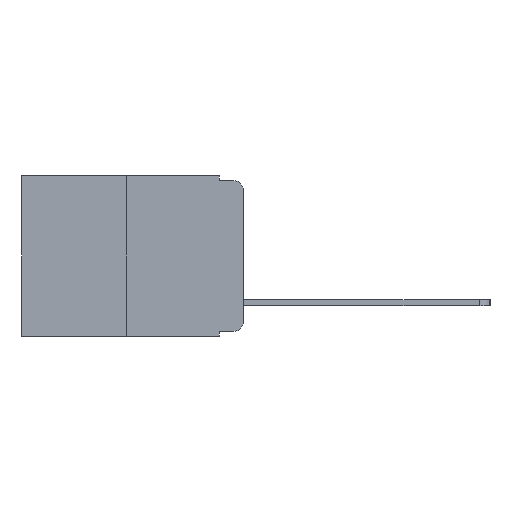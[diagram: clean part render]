
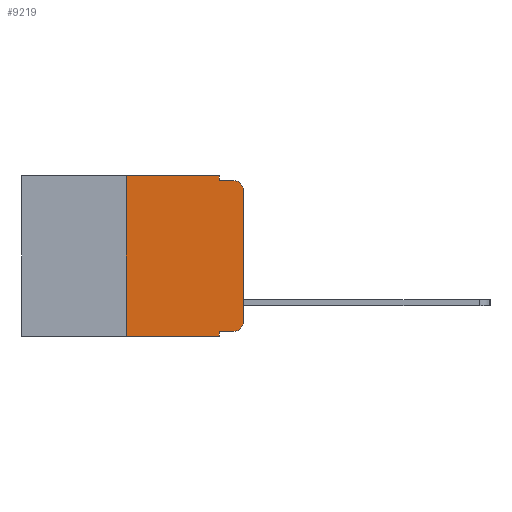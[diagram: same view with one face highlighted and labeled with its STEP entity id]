
A CAD part, left-side view. The second image highlights one B-rep face of the part: STEP entity #9219.
In plain terms, the highlighted planar face has unit normal (-1, 0, 0).
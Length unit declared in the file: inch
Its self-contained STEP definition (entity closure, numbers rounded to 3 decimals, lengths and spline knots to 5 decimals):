
#261 = EDGE_LOOP ( 'NONE', ( #5604, #5167, #5194, #5070, #5266, #3890, #5393, #4315, #14590, #12947 ) ) ;
#325 = CARTESIAN_POINT ( 'NONE',  ( 0., 0.02, -0.03 ) ) ;
#488 = LINE ( 'NONE', #4113, #6482 ) ;
#511 = LINE ( 'NONE', #11172, #6863 ) ;
#719 = VECTOR ( 'NONE', #4502, 39.37008 ) ;
#735 = CARTESIAN_POINT ( 'NONE',  ( 0., 0.02, -0.333 ) ) ;
#1435 = VERTEX_POINT ( 'NONE', #735 ) ;
#1566 = DIRECTION ( 'NONE',  ( 0., 0., -1. ) ) ;
#1962 = PLANE ( 'NONE',  #13361 ) ;
#2248 = VERTEX_POINT ( 'NONE', #7664 ) ;
#2403 = CARTESIAN_POINT ( 'NONE',  ( 0., 0.051, 0. ) ) ;
#2750 = EDGE_CURVE ( 'NONE', #14822, #5485, #5515, .T. ) ;
#2898 = VERTEX_POINT ( 'NONE', #9203 ) ;
#2917 = CARTESIAN_POINT ( 'NONE',  ( 0., 0., -0.03 ) ) ;
#2967 = VERTEX_POINT ( 'NONE', #8383 ) ;
#3353 = EDGE_CURVE ( 'NONE', #1435, #9959, #13586, .T. ) ;
#3613 = VECTOR ( 'NONE', #7558, 39.37008 ) ;
#3890 = ORIENTED_EDGE ( 'NONE', *, *, #2750, .F. ) ;
#3964 = VECTOR ( 'NONE', #14040, 39.37008 ) ;
#4050 = VERTEX_POINT ( 'NONE', #13719 ) ;
#4113 = CARTESIAN_POINT ( 'NONE',  ( 0., 0.473, -0.343 ) ) ;
#4315 = ORIENTED_EDGE ( 'NONE', *, *, #7413, .F. ) ;
#4336 = LINE ( 'NONE', #5122, #3964 ) ;
#4362 = CARTESIAN_POINT ( 'NONE',  ( 0., 0.25, 0. ) ) ;
#4437 = DIRECTION ( 'NONE',  ( 1., 0., 0. ) ) ;
#4502 = DIRECTION ( 'NONE',  ( 0., 0., 1. ) ) ;
#4685 = CARTESIAN_POINT ( 'NONE',  ( 0., 0., -0.313 ) ) ;
#4708 = DIRECTION ( 'NONE',  ( 0., 0., -1. ) ) ;
#4724 = CIRCLE ( 'NONE', #4847, 0.02 ) ;
#4847 = AXIS2_PLACEMENT_3D ( 'NONE', #325, #8545, #1566 ) ;
#4911 = DIRECTION ( 'NONE',  ( 0., -1., 0. ) ) ;
#5001 = CARTESIAN_POINT ( 'NONE',  ( 0., 0.02, -0.313 ) ) ;
#5070 = ORIENTED_EDGE ( 'NONE', *, *, #7316, .F. ) ;
#5122 = CARTESIAN_POINT ( 'NONE',  ( 0., 0.473, 0. ) ) ;
#5167 = ORIENTED_EDGE ( 'NONE', *, *, #5760, .T. ) ;
#5180 = EDGE_CURVE ( 'NONE', #14822, #7244, #488, .T. ) ;
#5194 = ORIENTED_EDGE ( 'NONE', *, *, #14090, .F. ) ;
#5266 = ORIENTED_EDGE ( 'NONE', *, *, #8518, .F. ) ;
#5393 = ORIENTED_EDGE ( 'NONE', *, *, #5180, .T. ) ;
#5485 = VERTEX_POINT ( 'NONE', #13615 ) ;
#5515 = LINE ( 'NONE', #4362, #14093 ) ;
#5604 = ORIENTED_EDGE ( 'NONE', *, *, #7225, .T. ) ;
#5760 = EDGE_CURVE ( 'NONE', #14075, #2898, #4724, .T. ) ;
#6429 = CARTESIAN_POINT ( 'NONE',  ( 0., 0.051, -0.01 ) ) ;
#6482 = VECTOR ( 'NONE', #4911, 39.37008 ) ;
#6795 = DIRECTION ( 'NONE',  ( 0., -1., 0. ) ) ;
#6863 = VECTOR ( 'NONE', #6795, 39.37008 ) ;
#7035 = LINE ( 'NONE', #7889, #719 ) ;
#7143 = DIRECTION ( 'NONE',  ( 0., 0., -1. ) ) ;
#7163 = DIRECTION ( 'NONE',  ( 0., 0., 1. ) ) ;
#7225 = EDGE_CURVE ( 'NONE', #9959, #14075, #7035, .T. ) ;
#7244 = VERTEX_POINT ( 'NONE', #7940 ) ;
#7316 = EDGE_CURVE ( 'NONE', #2967, #2248, #14610, .T. ) ;
#7413 = EDGE_CURVE ( 'NONE', #4050, #7244, #10810, .T. ) ;
#7558 = DIRECTION ( 'NONE',  ( 0., -1., 0. ) ) ;
#7664 = CARTESIAN_POINT ( 'NONE',  ( 0., 0.051, -0.01 ) ) ;
#7889 = CARTESIAN_POINT ( 'NONE',  ( 0., 0., 0. ) ) ;
#7940 = CARTESIAN_POINT ( 'NONE',  ( 0., 0.051, -0.343 ) ) ;
#8383 = CARTESIAN_POINT ( 'NONE',  ( 0., 0.051, 0. ) ) ;
#8518 = EDGE_CURVE ( 'NONE', #5485, #2967, #4336, .T. ) ;
#8545 = DIRECTION ( 'NONE',  ( -1., 0., 0. ) ) ;
#8951 = VECTOR ( 'NONE', #4708, 39.37008 ) ;
#9068 = FACE_OUTER_BOUND ( 'NONE', #261, .T. ) ;
#9203 = CARTESIAN_POINT ( 'NONE',  ( 0., 0.02, -0.01 ) ) ;
#9219 = ADVANCED_FACE ( 'NONE', ( #9068 ), #1962, .F. ) ;
#9286 = DIRECTION ( 'NONE',  ( 0., 0., -1. ) ) ;
#9948 = CARTESIAN_POINT ( 'NONE',  ( 0., 0.25, -0.343 ) ) ;
#9959 = VERTEX_POINT ( 'NONE', #4685 ) ;
#9993 = CARTESIAN_POINT ( 'NONE',  ( 0., 0.473, 0. ) ) ;
#10233 = CARTESIAN_POINT ( 'NONE',  ( 0., 0.051, 0. ) ) ;
#10810 = LINE ( 'NONE', #2403, #13552 ) ;
#11172 = CARTESIAN_POINT ( 'NONE',  ( 0., 0.051, -0.333 ) ) ;
#12283 = DIRECTION ( 'NONE',  ( 0., 0., -1. ) ) ;
#12616 = AXIS2_PLACEMENT_3D ( 'NONE', #5001, #12829, #7143 ) ;
#12626 = LINE ( 'NONE', #6429, #3613 ) ;
#12829 = DIRECTION ( 'NONE',  ( -1., 0., 0. ) ) ;
#12947 = ORIENTED_EDGE ( 'NONE', *, *, #3353, .T. ) ;
#13361 = AXIS2_PLACEMENT_3D ( 'NONE', #9993, #4437, #12283 ) ;
#13472 = EDGE_CURVE ( 'NONE', #4050, #1435, #511, .T. ) ;
#13552 = VECTOR ( 'NONE', #9286, 39.37008 ) ;
#13586 = CIRCLE ( 'NONE', #12616, 0.02 ) ;
#13615 = CARTESIAN_POINT ( 'NONE',  ( 0., 0.25, 0. ) ) ;
#13719 = CARTESIAN_POINT ( 'NONE',  ( 0., 0.051, -0.333 ) ) ;
#14040 = DIRECTION ( 'NONE',  ( 0., -1., 0. ) ) ;
#14075 = VERTEX_POINT ( 'NONE', #2917 ) ;
#14090 = EDGE_CURVE ( 'NONE', #2248, #2898, #12626, .T. ) ;
#14093 = VECTOR ( 'NONE', #7163, 39.37008 ) ;
#14590 = ORIENTED_EDGE ( 'NONE', *, *, #13472, .T. ) ;
#14610 = LINE ( 'NONE', #10233, #8951 ) ;
#14822 = VERTEX_POINT ( 'NONE', #9948 ) ;
